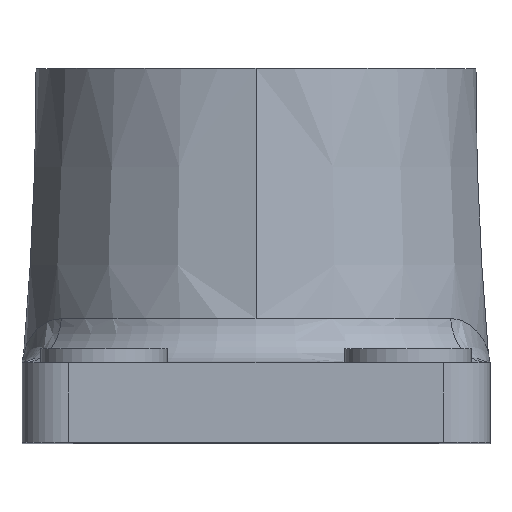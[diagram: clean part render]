
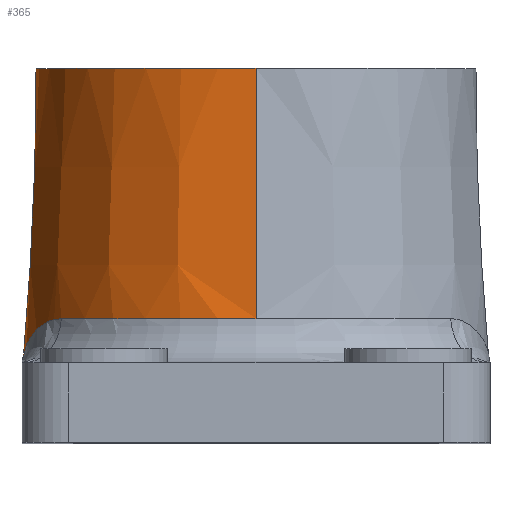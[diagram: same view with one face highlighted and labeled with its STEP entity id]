
A CAD part, top view. The second image highlights one B-rep face of the part: STEP entity #365.
In plain terms, the highlighted conical face has half-angle 2.726 degrees and reference radius 47 mm.
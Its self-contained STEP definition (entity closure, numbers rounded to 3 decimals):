
#58 = B_SPLINE_CURVE_WITH_KNOTS ( 'NONE', 3,
 ( #2828, #2546, #3701, #1086, #889, #2436, #925, #77, #1787, #580, #1179, #1510, #1803, #1491, #636, #2056 ),
 .UNSPECIFIED., .F., .F.,
 ( 4, 2, 2, 2, 2, 2, 2, 4 ),
 ( 0., 0.008, 0.015, 0.019, 0.021, 0.023, 0.027, 0.03 ),
 .UNSPECIFIED. ) ;
#77 = CARTESIAN_POINT ( 'NONE',  ( -46.444, 24.683, 17.517 ) ) ;
#99 = ORIENTED_EDGE ( 'NONE', *, *, #2941, .T. ) ;
#115 = CARTESIAN_POINT ( 'NONE',  ( -42.307, 26.524, -25.819 ) ) ;
#125 = CARTESIAN_POINT ( 'NONE',  ( 0., 80., 0. ) ) ;
#171 = CARTESIAN_POINT ( 'NONE',  ( 0., 26.524, 49.546 ) ) ;
#191 = CARTESIAN_POINT ( 'NONE',  ( -46.217, 24.869, -18.083 ) ) ;
#199 = EDGE_CURVE ( 'NONE', #923, #3077, #2412, .T. ) ;
#218 = VERTEX_POINT ( 'NONE', #3010 ) ;
#267 = CARTESIAN_POINT ( 'NONE',  ( -49.011, 21.329, -9.086 ) ) ;
#353 = CARTESIAN_POINT ( 'NONE',  ( 0., 26.524, 0. ) ) ;
#365 = ADVANCED_FACE ( 'NONE', ( #2759 ), #1330, .T. ) ;
#394 = DIRECTION ( 'NONE',  ( 0., -0.999, 0.048 ) ) ;
#451 = ORIENTED_EDGE ( 'NONE', *, *, #199, .T. ) ;
#476 = CARTESIAN_POINT ( 'NONE',  ( -49.984, 17.279, -0.57 ) ) ;
#555 = CARTESIAN_POINT ( 'NONE',  ( -47.471, 23.676, -14.703 ) ) ;
#580 = CARTESIAN_POINT ( 'NONE',  ( -45.742, 25.219, 19.211 ) ) ;
#622 = DIRECTION ( 'NONE',  ( 0., 0., -1. ) ) ;
#632 = DIRECTION ( 'NONE',  ( 0., 0., -1. ) ) ;
#636 = CARTESIAN_POINT ( 'NONE',  ( -42.307, 26.524, 25.819 ) ) ;
#774 = CARTESIAN_POINT ( 'NONE',  ( -49.961, 17.557, -1.14 ) ) ;
#784 = DIRECTION ( 'NONE',  ( 0., -1., 0. ) ) ;
#810 = CIRCLE ( 'NONE', #3681, 49.546 ) ;
#889 = CARTESIAN_POINT ( 'NONE',  ( -48.495, 22.329, 11.332 ) ) ;
#901 = LINE ( 'NONE', #1544, #1760 ) ;
#923 = VERTEX_POINT ( 'NONE', #2044 ) ;
#924 = EDGE_CURVE ( 'NONE', #218, #923, #1698, .T. ) ;
#925 = CARTESIAN_POINT ( 'NONE',  ( -47.088, 24.1, 15.827 ) ) ;
#953 = DIRECTION ( 'NONE',  ( 0., 1., 0. ) ) ;
#1001 = CARTESIAN_POINT ( 'NONE',  ( -44.719, 25.829, -21.445 ) ) ;
#1072 = B_SPLINE_CURVE_WITH_KNOTS ( 'NONE', 3,
 ( #3033, #115, #1300, #3624, #1001, #2185, #1684, #191, #3696, #2014, #555, #3466, #267, #3107, #1995, #1452, #1727, #1977, #774, #476, #3161, #3185 ),
 .UNSPECIFIED., .F., .F.,
 ( 4, 2, 2, 2, 2, 2, 2, 2, 2, 2, 4 ),
 ( 0., 0.004, 0.008, 0.009, 0.011, 0.015, 0.023, 0.026, 0.028, 0.029, 0.03 ),
 .UNSPECIFIED. ) ;
#1086 = CARTESIAN_POINT ( 'NONE',  ( -49.011, 21.329, 9.086 ) ) ;
#1177 = CARTESIAN_POINT ( 'NONE',  ( 0., 26.524, 0. ) ) ;
#1179 = CARTESIAN_POINT ( 'NONE',  ( -45.494, 25.381, 19.772 ) ) ;
#1243 = DIRECTION ( 'NONE',  ( 0., -1., 0. ) ) ;
#1260 = VERTEX_POINT ( 'NONE', #171 ) ;
#1300 = CARTESIAN_POINT ( 'NONE',  ( -42.954, 26.421, -24.736 ) ) ;
#1328 = ORIENTED_EDGE ( 'NONE', *, *, #1959, .F. ) ;
#1330 = CONICAL_SURFACE ( 'NONE', #1705, 47., 0.048 ) ;
#1349 = ORIENTED_EDGE ( 'NONE', *, *, #3201, .T. ) ;
#1366 = ORIENTED_EDGE ( 'NONE', *, *, #1430, .T. ) ;
#1380 = VERTEX_POINT ( 'NONE', #3697 ) ;
#1430 = EDGE_CURVE ( 'NONE', #3077, #2153, #2135, .T. ) ;
#1439 = CARTESIAN_POINT ( 'NONE',  ( -41.611, 26.524, -26.895 ) ) ;
#1452 = CARTESIAN_POINT ( 'NONE',  ( -49.856, 18.387, -2.849 ) ) ;
#1491 = CARTESIAN_POINT ( 'NONE',  ( -42.954, 26.421, 24.736 ) ) ;
#1510 = CARTESIAN_POINT ( 'NONE',  ( -44.719, 25.829, 21.445 ) ) ;
#1544 = CARTESIAN_POINT ( 'NONE',  ( 0., 80., 47. ) ) ;
#1684 = CARTESIAN_POINT ( 'NONE',  ( -45.742, 25.218, -19.211 ) ) ;
#1698 = CIRCLE ( 'NONE', #3398, 47. ) ;
#1705 = AXIS2_PLACEMENT_3D ( 'NONE', #125, #784, #3690 ) ;
#1727 = CARTESIAN_POINT ( 'NONE',  ( -49.898, 18.111, -2.279 ) ) ;
#1760 = VECTOR ( 'NONE', #394, 1000. ) ;
#1787 = CARTESIAN_POINT ( 'NONE',  ( -46.217, 24.869, 18.083 ) ) ;
#1803 = CARTESIAN_POINT ( 'NONE',  ( -44.16, 26.074, 22.549 ) ) ;
#1836 = CARTESIAN_POINT ( 'NONE',  ( 0., 80., -47. ) ) ;
#1846 = VERTEX_POINT ( 'NONE', #2606 ) ;
#1959 = EDGE_CURVE ( 'NONE', #218, #1260, #901, .T. ) ;
#1977 = CARTESIAN_POINT ( 'NONE',  ( -49.947, 17.696, -1.425 ) ) ;
#1995 = CARTESIAN_POINT ( 'NONE',  ( -49.699, 19.211, -4.559 ) ) ;
#2014 = CARTESIAN_POINT ( 'NONE',  ( -47.088, 24.1, -15.827 ) ) ;
#2044 = CARTESIAN_POINT ( 'NONE',  ( 0., 80., -47. ) ) ;
#2056 = CARTESIAN_POINT ( 'NONE',  ( -41.611, 26.524, 26.895 ) ) ;
#2109 = DIRECTION ( 'NONE',  ( 0., 1., 0. ) ) ;
#2135 = CIRCLE ( 'NONE', #2374, 49.546 ) ;
#2153 = VERTEX_POINT ( 'NONE', #1439 ) ;
#2185 = CARTESIAN_POINT ( 'NONE',  ( -45.494, 25.381, -19.772 ) ) ;
#2192 = VECTOR ( 'NONE', #3028, 1000. ) ;
#2200 = ORIENTED_EDGE ( 'NONE', *, *, #924, .T. ) ;
#2374 = AXIS2_PLACEMENT_3D ( 'NONE', #1177, #2109, #632 ) ;
#2412 = LINE ( 'NONE', #1836, #2192 ) ;
#2436 = CARTESIAN_POINT ( 'NONE',  ( -47.471, 23.676, 14.703 ) ) ;
#2439 = ORIENTED_EDGE ( 'NONE', *, *, #3604, .T. ) ;
#2546 = CARTESIAN_POINT ( 'NONE',  ( -49.947, 18.115, 2.279 ) ) ;
#2606 = CARTESIAN_POINT ( 'NONE',  ( -41.611, 26.524, 26.895 ) ) ;
#2759 = FACE_OUTER_BOUND ( 'NONE', #2906, .T. ) ;
#2828 = CARTESIAN_POINT ( 'NONE',  ( -50., 17., 0. ) ) ;
#2858 = DIRECTION ( 'NONE',  ( 0., 0., -1. ) ) ;
#2906 = EDGE_LOOP ( 'NONE', ( #1328, #2200, #451, #1366, #1349, #99, #2439 ) ) ;
#2941 = EDGE_CURVE ( 'NONE', #1380, #1846, #58, .T. ) ;
#3010 = CARTESIAN_POINT ( 'NONE',  ( 0., 80., 47. ) ) ;
#3028 = DIRECTION ( 'NONE',  ( 0., -0.999, -0.048 ) ) ;
#3033 = CARTESIAN_POINT ( 'NONE',  ( -41.611, 26.524, -26.895 ) ) ;
#3077 = VERTEX_POINT ( 'NONE', #3660 ) ;
#3107 = CARTESIAN_POINT ( 'NONE',  ( -49.556, 19.751, -5.694 ) ) ;
#3161 = CARTESIAN_POINT ( 'NONE',  ( -49.993, 17.138, -0.283 ) ) ;
#3185 = CARTESIAN_POINT ( 'NONE',  ( -50., 17., 0. ) ) ;
#3192 = CARTESIAN_POINT ( 'NONE',  ( 0., 80., 0. ) ) ;
#3201 = EDGE_CURVE ( 'NONE', #2153, #1380, #1072, .T. ) ;
#3398 = AXIS2_PLACEMENT_3D ( 'NONE', #3192, #1243, #622 ) ;
#3466 = CARTESIAN_POINT ( 'NONE',  ( -48.495, 22.328, -11.332 ) ) ;
#3604 = EDGE_CURVE ( 'NONE', #1846, #1260, #810, .T. ) ;
#3624 = CARTESIAN_POINT ( 'NONE',  ( -44.16, 26.074, -22.549 ) ) ;
#3660 = CARTESIAN_POINT ( 'NONE',  ( 0., 26.524, -49.546 ) ) ;
#3681 = AXIS2_PLACEMENT_3D ( 'NONE', #353, #953, #2858 ) ;
#3690 = DIRECTION ( 'NONE',  ( 0., 0., -1. ) ) ;
#3696 = CARTESIAN_POINT ( 'NONE',  ( -46.444, 24.683, -17.517 ) ) ;
#3697 = CARTESIAN_POINT ( 'NONE',  ( -50., 17., 0. ) ) ;
#3701 = CARTESIAN_POINT ( 'NONE',  ( -49.738, 19.225, 4.563 ) ) ;
